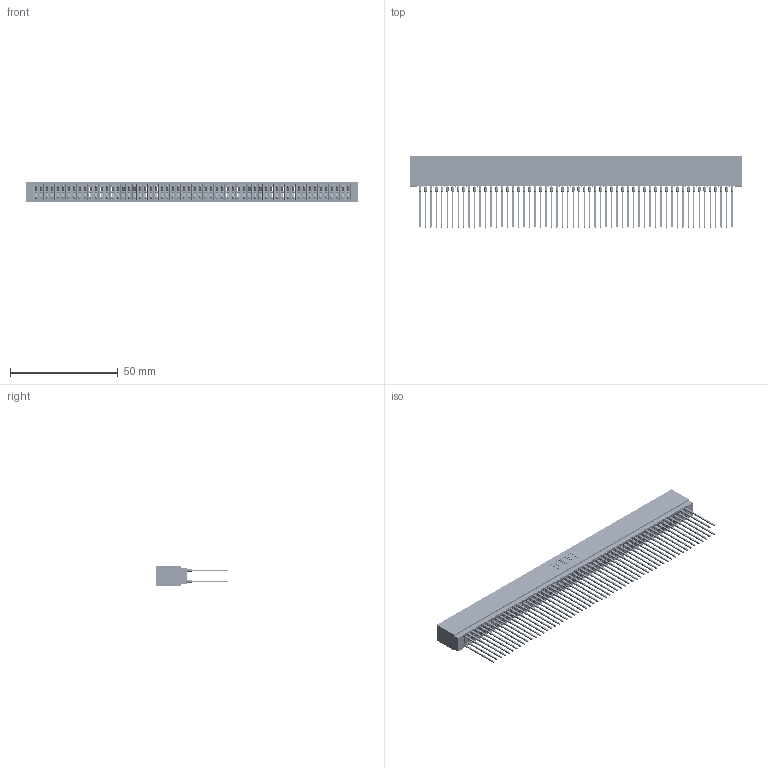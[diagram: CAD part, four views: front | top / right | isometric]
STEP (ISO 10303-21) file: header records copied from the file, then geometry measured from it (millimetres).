
FILE_DESCRIPTION (( 'STEP AP203' ), '1' );
FILE_NAME ('725-116-541-201.STEP', '2026-02-24T20:50:14', ( '' ), ( '' ), 'SwSTEP 2.0', 'SolidWorks 2023', '' );
FILE_SCHEMA (( 'CONFIG_CONTROL_DESIGN' ));
Length unit declared in the file: millimetre
Products named in the file (3): 725-116-541-201; 745-292-001_541; 725 Part_Insulator Option - 01
Assembly tree (117 placements, depth 2):
  725-116-541-201
    725 Part_Insulator Option - 01
    745-292-001_541  x116
Bounding box: 153.92 x 33.03 x 8.89 mm (x, y, z)
Volume: 12694.1 mm3; surface area: 29446.9 mm2
Topology: 117 solids, 117 shells, 10477 faces, 28152 edges, 17684 vertices
Faces by surface type: plane 5391, bspline 2320, cylinder 2070, torus 696
Entity records: 95424 total; most frequent: CARTESIAN_POINT 17047, ORIENTED_EDGE 16514, DIRECTION 14415, EDGE_CURVE 8257, LINE 7727, VECTOR 7727, VERTEX_POINT 5264, AXIS2_PLACEMENT_3D 3344
